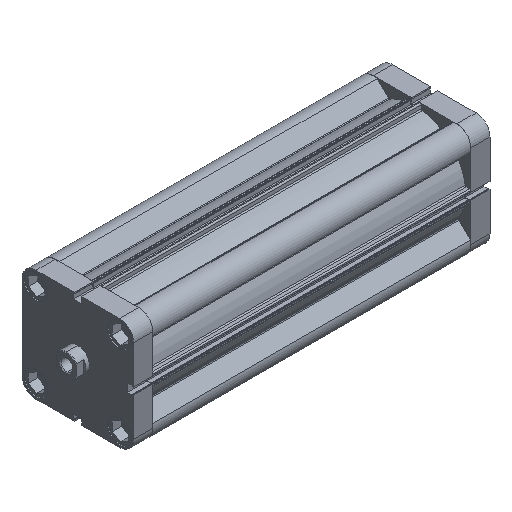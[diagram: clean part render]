
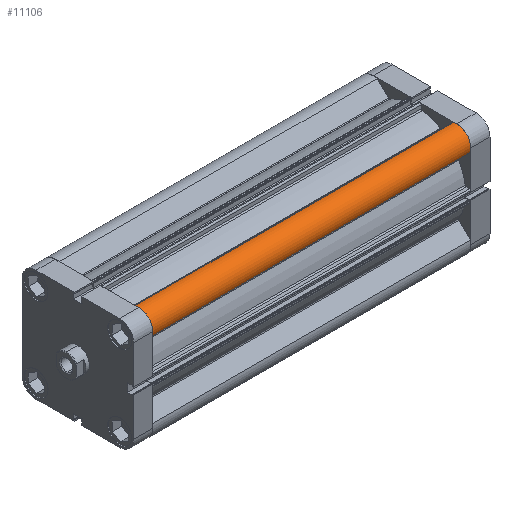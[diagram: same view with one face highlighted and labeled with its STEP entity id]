
A CAD part, isometric view. The second image highlights one B-rep face of the part: STEP entity #11106.
In plain terms, the highlighted cylindrical face has radius 12 mm (diameter 24 mm), a partial arc.
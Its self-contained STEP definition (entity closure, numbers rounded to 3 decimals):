
#98 = EDGE_LOOP ( 'NONE', ( #5676, #5677, #5678, #5679 ) ) ;
#1895 = DIRECTION ( 'NONE',  ( 0., 0., -1. ) ) ;
#1898 = DIRECTION ( 'NONE',  ( -1., 0., 0. ) ) ;
#1903 = CARTESIAN_POINT ( 'NONE',  ( 36., -36., 273.5 ) ) ;
#2779 = VERTEX_POINT ( 'NONE', #7597 ) ;
#3253 = VERTEX_POINT ( 'NONE', #7972 ) ;
#3431 = VERTEX_POINT ( 'NONE', #8119 ) ;
#3435 = VERTEX_POINT ( 'NONE', #8122 ) ;
#3841 = EDGE_CURVE ( 'NONE', #2779, #3431, #7022, .T. ) ;
#3950 = EDGE_CURVE ( 'NONE', #3253, #3435, #9695, .T. ) ;
#3998 = EDGE_CURVE ( 'NONE', #3431, #3435, #9773, .T. ) ;
#4005 = EDGE_CURVE ( 'NONE', #2779, #3253, #9787, .T. ) ;
#4235 = AXIS2_PLACEMENT_3D ( 'NONE', #8888, #8897, #8898 ) ;
#4300 = AXIS2_PLACEMENT_3D ( 'NONE', #9161, #9169, #9171 ) ;
#4629 = AXIS2_PLACEMENT_3D ( 'NONE', #1903, #1895, #1898 ) ;
#5676 = ORIENTED_EDGE ( 'NONE', *, *, #3950, .T. ) ;
#5677 = ORIENTED_EDGE ( 'NONE', *, *, #3998, .F. ) ;
#5678 = ORIENTED_EDGE ( 'NONE', *, *, #3841, .F. ) ;
#5679 = ORIENTED_EDGE ( 'NONE', *, *, #4005, .T. ) ;
#7022 = CIRCLE ( 'NONE', #4235, 12. ) ;
#7597 = CARTESIAN_POINT ( 'NONE',  ( 32.683, -47.533, 273.5 ) ) ;
#7972 = CARTESIAN_POINT ( 'NONE',  ( 32.683, -47.533, 0. ) ) ;
#8119 = CARTESIAN_POINT ( 'NONE',  ( 47.533, -32.683, 273.5 ) ) ;
#8122 = CARTESIAN_POINT ( 'NONE',  ( 47.533, -32.683, 0. ) ) ;
#8888 = CARTESIAN_POINT ( 'NONE',  ( 36., -36., 273.5 ) ) ;
#8897 = DIRECTION ( 'NONE',  ( 0., 0., 1. ) ) ;
#8898 = DIRECTION ( 'NONE',  ( -1., 0., 0. ) ) ;
#9161 = CARTESIAN_POINT ( 'NONE',  ( 36., -36., 0. ) ) ;
#9169 = DIRECTION ( 'NONE',  ( 0., 0., 1. ) ) ;
#9171 = DIRECTION ( 'NONE',  ( -1., 0., 0. ) ) ;
#9286 = CARTESIAN_POINT ( 'NONE',  ( 47.533, -32.683, 273.5 ) ) ;
#9287 = DIRECTION ( 'NONE',  ( 0., 0., -1. ) ) ;
#9300 = CARTESIAN_POINT ( 'NONE',  ( 32.683, -47.533, 273.5 ) ) ;
#9301 = DIRECTION ( 'NONE',  ( 0., 0., -1. ) ) ;
#9695 = CIRCLE ( 'NONE', #4300, 12. ) ;
#9773 = LINE ( 'NONE', #9286, #9774 ) ;
#9774 = VECTOR ( 'NONE', #9287, 1000. ) ;
#9787 = LINE ( 'NONE', #9300, #9788 ) ;
#9788 = VECTOR ( 'NONE', #9301, 1000. ) ;
#10462 = CYLINDRICAL_SURFACE ( 'NONE', #4629, 12. ) ;
#10465 = FACE_OUTER_BOUND ( 'NONE', #98, .T. ) ;
#11106 = ADVANCED_FACE ( 'NONE', ( #10465 ), #10462, .T. ) ;
